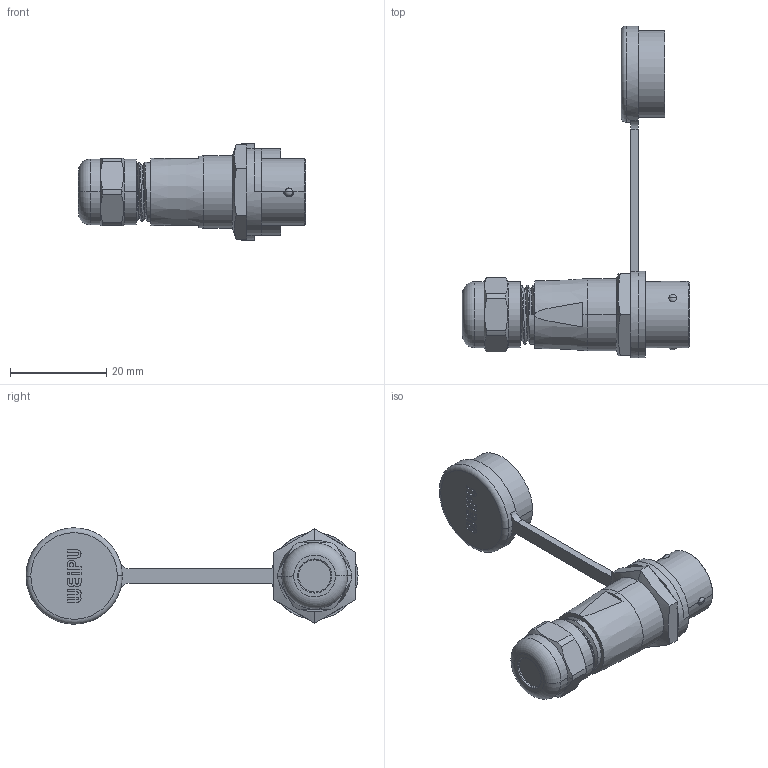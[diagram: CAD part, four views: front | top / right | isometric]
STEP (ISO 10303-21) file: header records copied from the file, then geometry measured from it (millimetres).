
FILE_DESCRIPTION((''),'2;1');
FILE_NAME('SA1211P3-1_1_1','2019-07-20T',('Administrator'),(''),'CREO PARAMETRIC BY PTC INC, 2016130','CREO PARAMETRIC BY PTC INC, 2016130','');
FILE_SCHEMA(('CONFIG_CONTROL_DESIGN'));
Length unit declared in the file: millimetre
Products named in the file (1): SA1211P3-1_1_1
Bounding box: 47.2 x 69 x 20 mm (x, y, z)
Volume: 8731.7 mm3; surface area: 4893.7 mm2
Topology: 1 solids, 1 shells, 197 faces, 522 edges, 338 vertices
Faces by surface type: plane 94, cylinder 58, sphere 18, cone 16, torus 8, bspline 3
Entity records: 7062 total; most frequent: CARTESIAN_POINT 2112, DIRECTION 1049, ORIENTED_EDGE 1016, EDGE_CURVE 508, AXIS2_PLACEMENT_3D 402, VERTEX_POINT 338, VECTOR 245, LINE 245
